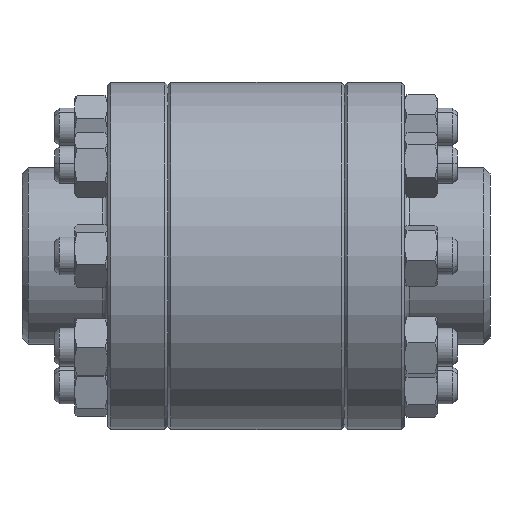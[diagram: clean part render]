
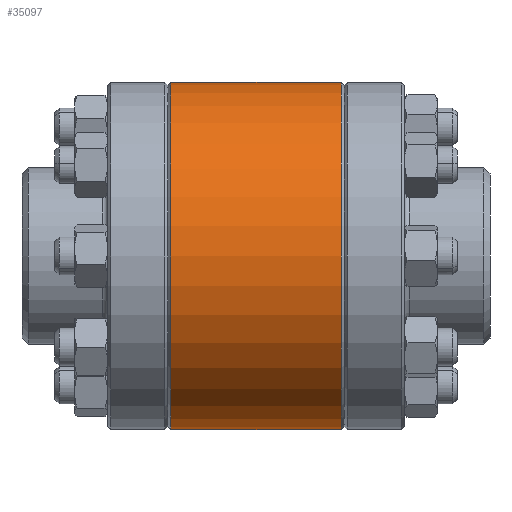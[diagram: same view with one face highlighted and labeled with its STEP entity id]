
A CAD part, front view. The second image highlights one B-rep face of the part: STEP entity #35097.
In plain terms, the highlighted cylindrical face has radius 43.815 mm (diameter 87.63 mm), a partial arc.
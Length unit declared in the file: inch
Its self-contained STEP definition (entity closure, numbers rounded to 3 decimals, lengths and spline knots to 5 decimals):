
#281 = CARTESIAN_POINT ( 'NONE',  ( 0.03, -1.975, -1.725 ) ) ;
#1972 = LINE ( 'NONE', #9231, #49348 ) ;
#2275 = EDGE_LOOP ( 'NONE', ( #39798, #37418, #29866, #55421 ) ) ;
#8365 = CARTESIAN_POINT ( 'NONE',  ( -0.23969, -1.975, -1.725 ) ) ;
#8680 = LINE ( 'NONE', #8365, #20969 ) ;
#9231 = CARTESIAN_POINT ( 'NONE',  ( -0.23969, -1.975, 1.725 ) ) ;
#13209 = DIRECTION ( 'NONE',  ( 0., 0., 1. ) ) ;
#17560 = DIRECTION ( 'NONE',  ( -1., 0., 0. ) ) ;
#20969 = VECTOR ( 'NONE', #35947, 39.37008 ) ;
#22774 = CARTESIAN_POINT ( 'NONE',  ( 0.03, -1.975, 0. ) ) ;
#23569 = DIRECTION ( 'NONE',  ( -1., 0., 0. ) ) ;
#23841 = CARTESIAN_POINT ( 'NONE',  ( 0.03, -1.975, 1.725 ) ) ;
#24338 = CYLINDRICAL_SURFACE ( 'NONE', #25663, 1.725 ) ;
#25340 = VERTEX_POINT ( 'NONE', #23841 ) ;
#25663 = AXIS2_PLACEMENT_3D ( 'NONE', #31348, #31154, #13209 ) ;
#27027 = AXIS2_PLACEMENT_3D ( 'NONE', #44883, #17560, #49492 ) ;
#27395 = DIRECTION ( 'NONE',  ( 0., 0., 1. ) ) ;
#27766 = EDGE_CURVE ( 'NONE', #28004, #28938, #58142, .T. ) ;
#28004 = VERTEX_POINT ( 'NONE', #33424 ) ;
#28284 = EDGE_CURVE ( 'NONE', #28004, #33070, #8680, .T. ) ;
#28938 = VERTEX_POINT ( 'NONE', #42421 ) ;
#29803 = EDGE_CURVE ( 'NONE', #28938, #25340, #1972, .T. ) ;
#29866 = ORIENTED_EDGE ( 'NONE', *, *, #29803, .T. ) ;
#31154 = DIRECTION ( 'NONE',  ( -1., 0., 0. ) ) ;
#31348 = CARTESIAN_POINT ( 'NONE',  ( -0.23969, -1.975, 0. ) ) ;
#33070 = VERTEX_POINT ( 'NONE', #281 ) ;
#33424 = CARTESIAN_POINT ( 'NONE',  ( 1.72, -1.975, -1.725 ) ) ;
#35097 = ADVANCED_FACE ( 'NONE', ( #42242 ), #24338, .T. ) ;
#35947 = DIRECTION ( 'NONE',  ( -1., 0., 0. ) ) ;
#37418 = ORIENTED_EDGE ( 'NONE', *, *, #27766, .T. ) ;
#39764 = EDGE_CURVE ( 'NONE', #33070, #25340, #52862, .T. ) ;
#39798 = ORIENTED_EDGE ( 'NONE', *, *, #28284, .F. ) ;
#42242 = FACE_OUTER_BOUND ( 'NONE', #2275, .T. ) ;
#42421 = CARTESIAN_POINT ( 'NONE',  ( 1.72, -1.975, 1.725 ) ) ;
#44883 = CARTESIAN_POINT ( 'NONE',  ( 1.72, -1.975, 0. ) ) ;
#49348 = VECTOR ( 'NONE', #23569, 39.37008 ) ;
#49492 = DIRECTION ( 'NONE',  ( 0., 0., 1. ) ) ;
#52862 = CIRCLE ( 'NONE', #56298, 1.725 ) ;
#54649 = DIRECTION ( 'NONE',  ( -1., 0., 0. ) ) ;
#55421 = ORIENTED_EDGE ( 'NONE', *, *, #39764, .F. ) ;
#56298 = AXIS2_PLACEMENT_3D ( 'NONE', #22774, #54649, #27395 ) ;
#58142 = CIRCLE ( 'NONE', #27027, 1.725 ) ;
